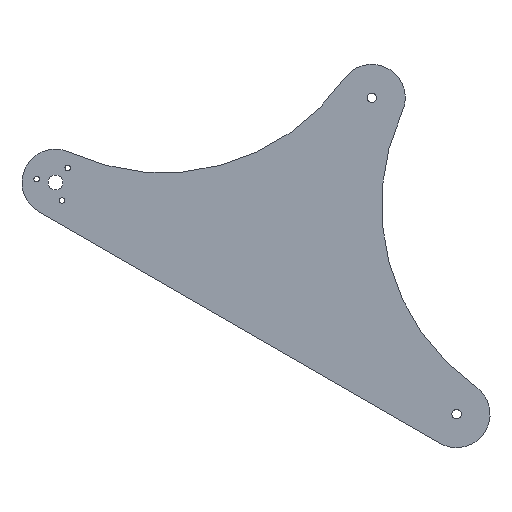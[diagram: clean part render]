
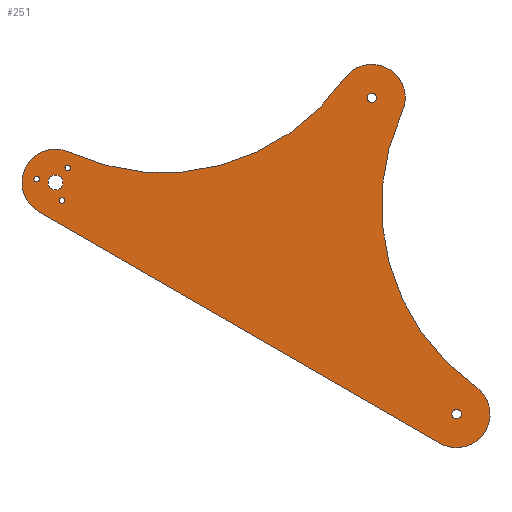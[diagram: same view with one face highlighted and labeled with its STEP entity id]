
A CAD part, left-side view. The second image highlights one B-rep face of the part: STEP entity #251.
In plain terms, the highlighted planar face has unit normal (-1, 0, 0).
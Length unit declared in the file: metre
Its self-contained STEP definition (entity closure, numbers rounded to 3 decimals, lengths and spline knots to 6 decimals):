
#32=LINE('',#445,#40);
#40=VECTOR('',#364,1.);
#59=ORIENTED_EDGE('',*,*,#119,.T.);
#60=ORIENTED_EDGE('',*,*,#120,.T.);
#61=ORIENTED_EDGE('',*,*,#121,.T.);
#62=ORIENTED_EDGE('',*,*,#122,.F.);
#63=ORIENTED_EDGE('',*,*,#123,.T.);
#64=ORIENTED_EDGE('',*,*,#124,.T.);
#65=ORIENTED_EDGE('',*,*,#125,.T.);
#66=ORIENTED_EDGE('',*,*,#126,.T.);
#67=ORIENTED_EDGE('',*,*,#127,.T.);
#68=ORIENTED_EDGE('',*,*,#128,.F.);
#69=ORIENTED_EDGE('',*,*,#129,.T.);
#70=ORIENTED_EDGE('',*,*,#130,.F.);
#119=EDGE_CURVE('',#149,#149,#172,.T.);
#120=EDGE_CURVE('',#150,#150,#173,.T.);
#121=EDGE_CURVE('',#151,#151,#174,.T.);
#122=EDGE_CURVE('',#152,#152,#175,.F.);
#123=EDGE_CURVE('',#153,#153,#176,.T.);
#124=EDGE_CURVE('',#154,#154,#177,.T.);
#125=EDGE_CURVE('',#155,#156,#178,.F.);
#126=EDGE_CURVE('',#156,#157,#179,.T.);
#127=EDGE_CURVE('',#157,#158,#180,.F.);
#128=EDGE_CURVE('',#159,#158,#181,.F.);
#129=EDGE_CURVE('',#159,#160,#182,.F.);
#130=EDGE_CURVE('',#155,#160,#32,.T.);
#149=VERTEX_POINT('',#423);
#150=VERTEX_POINT('',#425);
#151=VERTEX_POINT('',#427);
#152=VERTEX_POINT('',#429);
#153=VERTEX_POINT('',#431);
#154=VERTEX_POINT('',#433);
#155=VERTEX_POINT('',#435);
#156=VERTEX_POINT('',#436);
#157=VERTEX_POINT('',#438);
#158=VERTEX_POINT('',#440);
#159=VERTEX_POINT('',#442);
#160=VERTEX_POINT('',#444);
#172=CIRCLE('',#290,0.001191);
#173=CIRCLE('',#291,0.001191);
#174=CIRCLE('',#292,0.001191);
#175=CIRCLE('',#293,0.003175);
#176=CIRCLE('',#294,0.002019);
#177=CIRCLE('',#295,0.002019);
#178=CIRCLE('',#296,0.014288);
#179=CIRCLE('',#297,0.094456);
#180=CIRCLE('',#298,0.014288);
#181=CIRCLE('',#299,0.094456);
#182=CIRCLE('',#300,0.014288);
#190=EDGE_LOOP('',(#59));
#191=EDGE_LOOP('',(#60));
#192=EDGE_LOOP('',(#61));
#193=EDGE_LOOP('',(#62));
#194=EDGE_LOOP('',(#63));
#195=EDGE_LOOP('',(#64));
#196=EDGE_LOOP('',(#65,#66,#67,#68,#69,#70));
#222=FACE_BOUND('',#190,.T.);
#223=FACE_BOUND('',#191,.T.);
#224=FACE_BOUND('',#192,.T.);
#225=FACE_BOUND('',#193,.T.);
#226=FACE_BOUND('',#194,.T.);
#227=FACE_BOUND('',#195,.T.);
#228=FACE_BOUND('',#196,.T.);
#248=PLANE('',#289);
#251=ADVANCED_FACE('',(#222,#223,#224,#225,#226,#227,#228),#248,.F.);
#289=AXIS2_PLACEMENT_3D('',#421,#340,#341);
#290=AXIS2_PLACEMENT_3D('',#422,#342,#343);
#291=AXIS2_PLACEMENT_3D('',#424,#344,#345);
#292=AXIS2_PLACEMENT_3D('',#426,#346,#347);
#293=AXIS2_PLACEMENT_3D('',#428,#348,#349);
#294=AXIS2_PLACEMENT_3D('',#430,#350,#351);
#295=AXIS2_PLACEMENT_3D('',#432,#352,#353);
#296=AXIS2_PLACEMENT_3D('',#434,#354,#355);
#297=AXIS2_PLACEMENT_3D('',#437,#356,#357);
#298=AXIS2_PLACEMENT_3D('',#439,#358,#359);
#299=AXIS2_PLACEMENT_3D('',#441,#360,#361);
#300=AXIS2_PLACEMENT_3D('',#443,#362,#363);
#340=DIRECTION('',(1.,0.,0.));
#341=DIRECTION('',(0.,0.966,-0.259));
#342=DIRECTION('',(1.,0.,0.));
#343=DIRECTION('',(0.,0.,-1.));
#344=DIRECTION('',(1.,0.,0.));
#345=DIRECTION('',(0.,0.,-1.));
#346=DIRECTION('',(1.,0.,0.));
#347=DIRECTION('',(0.,0.,-1.));
#348=DIRECTION('',(1.,0.,0.));
#349=DIRECTION('',(0.,0.,-1.));
#350=DIRECTION('',(1.,0.,0.));
#351=DIRECTION('',(0.,0.,-1.));
#352=DIRECTION('',(1.,0.,0.));
#353=DIRECTION('',(0.,0.,-1.));
#354=DIRECTION('',(1.,0.,0.));
#355=DIRECTION('',(0.,0.,-1.));
#356=DIRECTION('',(1.,0.,0.));
#357=DIRECTION('',(0.,0.,-1.));
#358=DIRECTION('',(1.,0.,0.));
#359=DIRECTION('',(0.,0.,-1.));
#360=DIRECTION('',(1.,0.,0.));
#361=DIRECTION('',(0.,0.,-1.));
#362=DIRECTION('',(1.,0.,0.));
#363=DIRECTION('',(0.,0.,-1.));
#364=DIRECTION('',(0.,0.866,0.5));
#421=CARTESIAN_POINT('',(-0.358342,-0.392272,-0.034311));
#422=CARTESIAN_POINT('',(-0.358342,-0.440804,0.003565));
#423=CARTESIAN_POINT('',(-0.358342,-0.440804,0.002374));
#424=CARTESIAN_POINT('',(-0.358342,-0.427552,-0.001227));
#425=CARTESIAN_POINT('',(-0.358342,-0.427552,-0.002418));
#426=CARTESIAN_POINT('',(-0.358342,-0.438328,-0.010308));
#427=CARTESIAN_POINT('',(-0.358342,-0.438328,-0.011499));
#428=CARTESIAN_POINT('',(-0.358342,-0.435561,-0.002657));
#429=CARTESIAN_POINT('',(-0.358342,-0.435561,-0.005832));
#430=CARTESIAN_POINT('',(-0.358342,-0.606658,-0.10144));
#431=CARTESIAN_POINT('',(-0.358342,-0.606658,-0.103459));
#432=CARTESIAN_POINT('',(-0.358342,-0.570501,0.0335));
#433=CARTESIAN_POINT('',(-0.358342,-0.570501,0.031481));
#434=CARTESIAN_POINT('',(-0.358342,-0.606658,-0.10144));
#435=CARTESIAN_POINT('',(-0.358342,-0.599514,-0.113813));
#436=CARTESIAN_POINT('',(-0.358342,-0.61486,-0.089741));
#437=CARTESIAN_POINT('',(-0.358342,-0.669083,-0.012399));
#438=CARTESIAN_POINT('',(-0.358342,-0.583453,0.02747));
#439=CARTESIAN_POINT('',(-0.358342,-0.570501,0.0335));
#440=CARTESIAN_POINT('',(-0.358342,-0.558802,0.041702));
#441=CARTESIAN_POINT('',(-0.358342,-0.48146,0.095926));
#442=CARTESIAN_POINT('',(-0.358342,-0.441592,0.010296));
#443=CARTESIAN_POINT('',(-0.358342,-0.435561,-0.002657));
#444=CARTESIAN_POINT('',(-0.358342,-0.428417,-0.01503));
#445=CARTESIAN_POINT('',(-0.358342,-0.513966,-0.064422));
